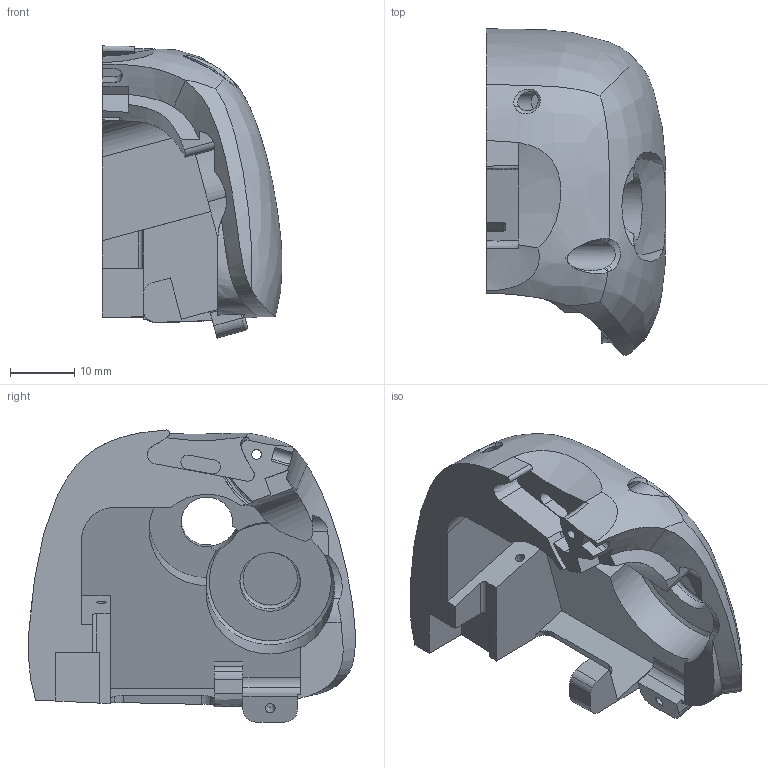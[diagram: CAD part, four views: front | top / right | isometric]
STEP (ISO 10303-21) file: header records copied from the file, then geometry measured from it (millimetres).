
FILE_DESCRIPTION(('STEP AP214'),'1');
FILE_NAME('.step','2022-04-19T05:24:51',(' '),(' '),'Spatial InterOp 3D',' ',' ');
FILE_SCHEMA(('AUTOMOTIVE_DESIGN { 1 0 10303 214 1 1 1 1 }'));
Length unit declared in the file: metre
Products named in the file (1): 实体12
Bounding box: 27.95 x 50.83 x 45.47 mm (x, y, z)
Volume: 18636.9 mm3; surface area: 8388.5 mm2
Topology: 1 solids, 1 shells, 154 faces, 456 edges, 308 vertices
Faces by surface type: cylinder 55, plane 54, bspline 41, cone 2, torus 2
Entity records: 11456 total; most frequent: CARTESIAN_POINT 7650, ORIENTED_EDGE 912, DIRECTION 617, EDGE_CURVE 456, VERTEX_POINT 308, AXIS2_PLACEMENT_3D 224, B_SPLINE_CURVE_WITH_KNOTS 177, LINE 169
